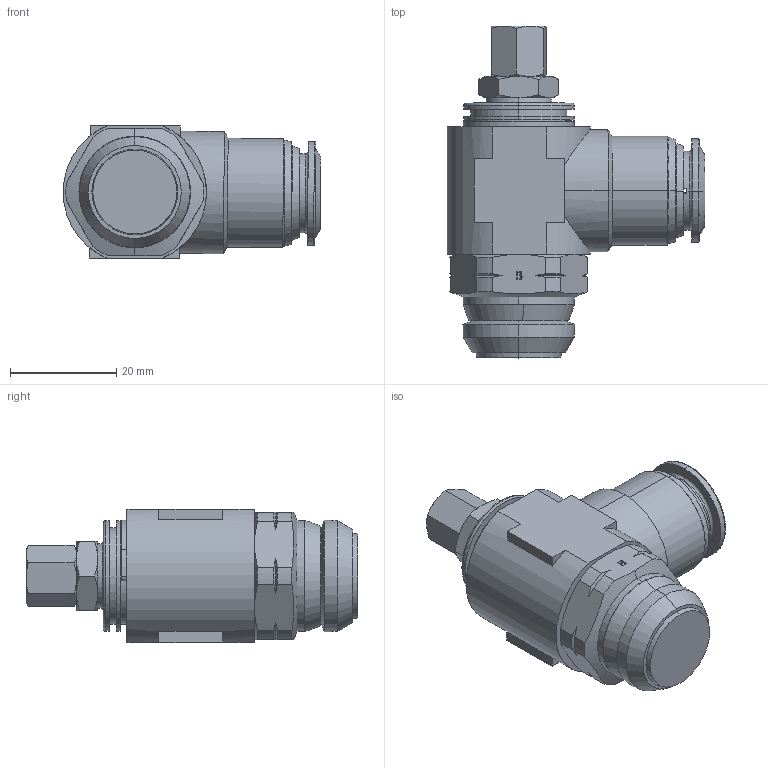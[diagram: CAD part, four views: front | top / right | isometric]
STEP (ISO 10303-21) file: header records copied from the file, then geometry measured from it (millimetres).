
FILE_DESCRIPTION (( 'STEP AP214' ), '1' );
FILE_NAME ('5792500014A.step', '2012-10-22T17:42:38', ( '' ), ( '' ), 'SwSTEP 2.0', 'SolidWorks 2012', '' );
FILE_SCHEMA (( 'AUTOMOTIVE_DESIGN' ));
Length unit declared in the file: millimetre
Products named in the file (1): 5792500014A
Bounding box: 48.55 x 62.5 x 25.13 mm (x, y, z)
Volume: 31166.8 mm3; surface area: 7550 mm2
Topology: 1 solids, 1 shells, 209 faces, 514 edges, 324 vertices
Faces by surface type: plane 78, cone 68, cylinder 43, torus 10, bspline 10
Entity records: 8237 total; most frequent: CARTESIAN_POINT 2097, ORIENTED_EDGE 1028, DIRECTION 994, EDGE_CURVE 514, AXIS2_PLACEMENT_3D 394, VERTEX_POINT 324, EDGE_LOOP 228, FACE_OUTER_BOUND 209
